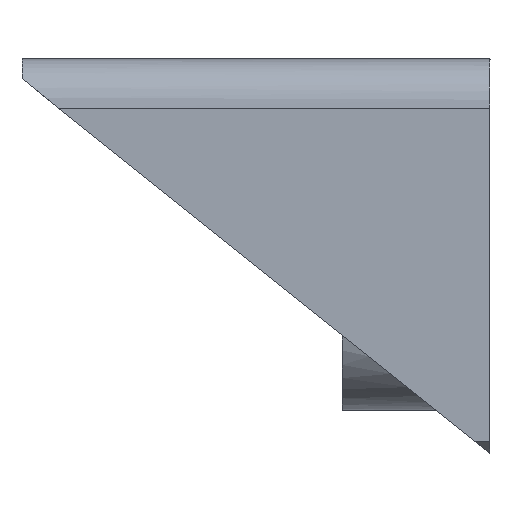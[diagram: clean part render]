
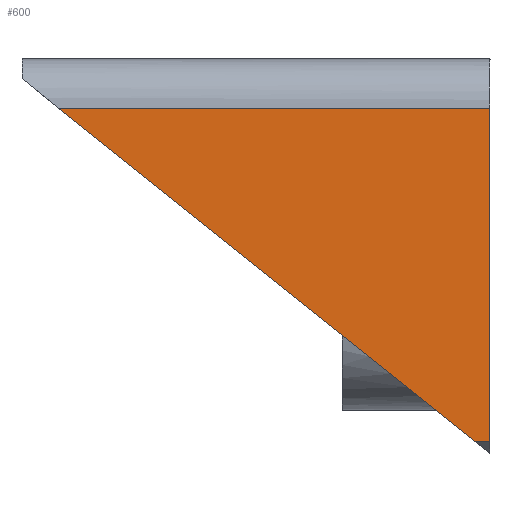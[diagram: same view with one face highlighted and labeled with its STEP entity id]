
A CAD part, left-side view. The second image highlights one B-rep face of the part: STEP entity #600.
In plain terms, the highlighted planar face has unit normal (-1, 0, 0).
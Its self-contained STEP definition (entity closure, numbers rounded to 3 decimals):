
#66=PLANE('',#666);
#101=FACE_OUTER_BOUND('',#146,.T.);
#146=EDGE_LOOP('',(#552,#553,#554,#555));
#168=LINE('',#1145,#216);
#178=LINE('',#1234,#226);
#185=LINE('',#1270,#233);
#192=LINE('',#1426,#240);
#216=VECTOR('',#744,10.);
#226=VECTOR('',#760,10.);
#233=VECTOR('',#773,10.);
#240=VECTOR('',#806,10.);
#289=VERTEX_POINT('',#1142);
#290=VERTEX_POINT('',#1144);
#300=VERTEX_POINT('',#1232);
#306=VERTEX_POINT('',#1268);
#354=EDGE_CURVE('',#289,#290,#168,.T.);
#368=EDGE_CURVE('',#300,#289,#178,.T.);
#378=EDGE_CURVE('',#300,#306,#185,.T.);
#389=EDGE_CURVE('',#306,#290,#192,.T.);
#552=ORIENTED_EDGE('',*,*,#368,.F.);
#553=ORIENTED_EDGE('',*,*,#378,.T.);
#554=ORIENTED_EDGE('',*,*,#389,.T.);
#555=ORIENTED_EDGE('',*,*,#354,.F.);
#600=ADVANCED_FACE('',(#101),#66,.T.);
#666=AXIS2_PLACEMENT_3D('',#1436,#819,#820);
#744=DIRECTION('',(0.,0.,-1.));
#760=DIRECTION('',(0.,-1.,0.));
#773=DIRECTION('',(0.,-0.781,-0.625));
#806=DIRECTION('',(0.,-1.,0.));
#819=DIRECTION('center_axis',(-1.,0.,0.));
#820=DIRECTION('ref_axis',(0.,-1.,0.));
#1142=CARTESIAN_POINT('',(-285.2,13.,-522.));
#1144=CARTESIAN_POINT('',(-285.2,13.,-535.545));
#1145=CARTESIAN_POINT('',(-285.2,13.,-520.4));
#1232=CARTESIAN_POINT('',(-285.2,30.5,-522.));
#1234=CARTESIAN_POINT('',(-285.2,27.25,-522.));
#1268=CARTESIAN_POINT('',(-285.2,13.569,-535.545));
#1270=CARTESIAN_POINT('',(-285.2,33.,-520.));
#1426=CARTESIAN_POINT('',(-285.2,17.75,-535.545));
#1436=CARTESIAN_POINT('Origin',(-285.2,22.5,-528.));
